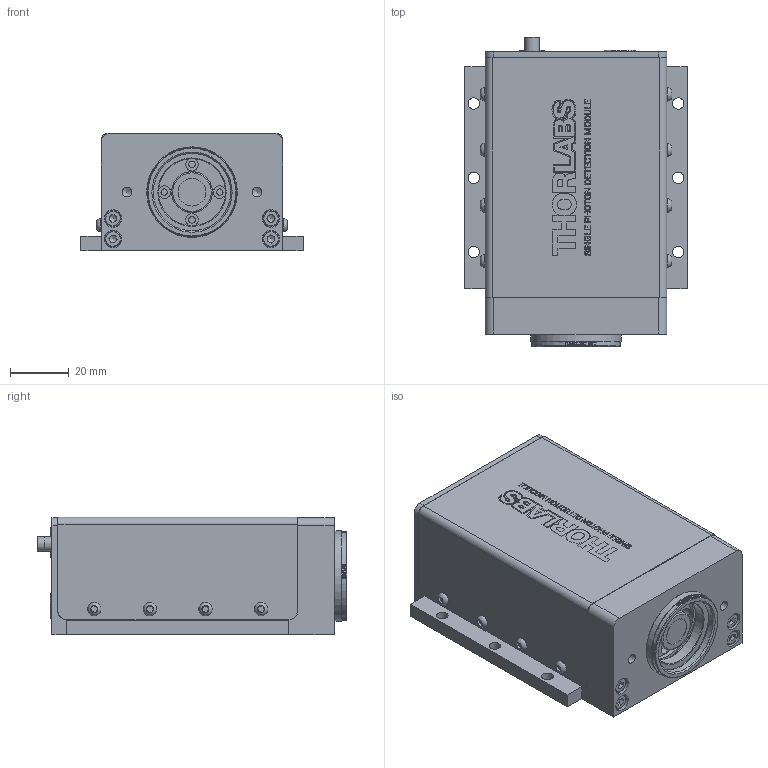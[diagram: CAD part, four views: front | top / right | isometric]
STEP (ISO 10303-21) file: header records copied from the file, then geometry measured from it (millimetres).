
FILE_DESCRIPTION (( 'STEP AP214' ), '1' );
FILE_NAME ('22.04.06_SPDMH2 WEB.STEP', '2022-04-06T10:24:38', ( '' ), ( '' ), 'SwSTEP 2.0', 'SolidWorks 2019', '' );
FILE_SCHEMA (( 'AUTOMOTIVE_DESIGN' ));
Length unit declared in the file: inch
Products named in the file (1): 22.04.06_SPDMH2 WEB
Bounding box: 76 x 105.82 x 40.1 mm (x, y, z)
Surface area: 54539.2 mm2 (no closed solid volume)
Topology: 0 solids, 27 shells, 3323 faces, 8815 edges, 5900 vertices
Faces by surface type: plane 2412, bspline 565, cylinder 260, cone 49, torus 37
Full cylindrical faces by diameter (mm): 0.274 x1, 0.421 x1, 1 x4, 1.98 x4, 2 x3, 2.013 x8, 2.2 x4, 2.459 x4, 3 x12, 3.2 x8, 3.307 x2, 3.9 x6, 4.3 x4, 4.5 x2, 5 x2, 5.5 x8, 6 x8, 6.097 x1, 7 x1, 7.1 x1, 7.2 x2, 9 x2, 9.1 x1, 9.5 x1, 12 x2, 13.97 x1, 14 x2, 22.86 x1, 24 x1, 24.541 x1
Entity records: 155198 total; most frequent: CARTESIAN_POINT 46304, ORIENTED_EDGE 16797, DIRECTION 12086, EDGE_CURVE 8506, VERTEX_POINT 5789, LINE 4874, VECTOR 4874, EDGE_LOOP 3930
